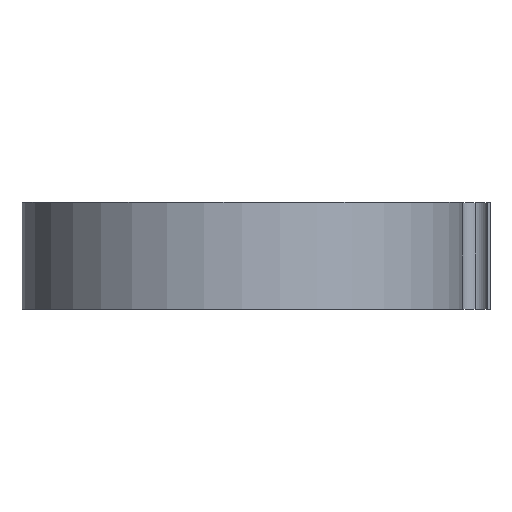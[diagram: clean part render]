
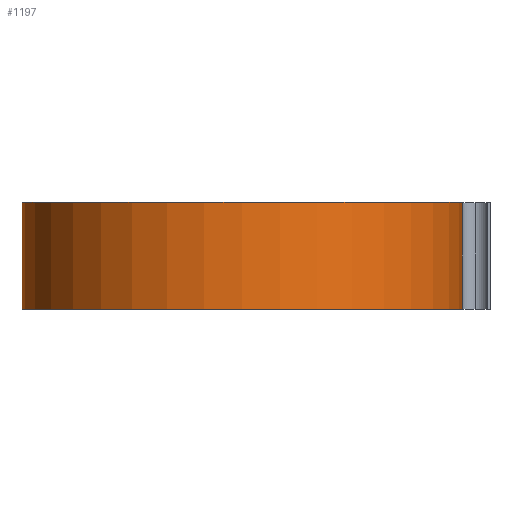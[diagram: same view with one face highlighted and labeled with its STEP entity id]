
A CAD part, top view. The second image highlights one B-rep face of the part: STEP entity #1197.
In plain terms, the highlighted cylindrical face has radius 51.499 mm (diameter 102.998 mm), a partial arc.
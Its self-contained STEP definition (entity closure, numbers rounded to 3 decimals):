
#5 = AXIS2_PLACEMENT_3D ( 'NONE', #2337, #2649, #2286 ) ;
#13 = EDGE_CURVE ( 'NONE', #2821, #701, #2032, .T. ) ;
#115 = CARTESIAN_POINT ( 'NONE',  ( 51.499, 25., 0. ) ) ;
#279 = DIRECTION ( 'NONE',  ( 0., -1., 0. ) ) ;
#584 = LINE ( 'NONE', #3388, #3686 ) ;
#701 = VERTEX_POINT ( 'NONE', #1963 ) ;
#837 = DIRECTION ( 'NONE',  ( 0., -1., 0. ) ) ;
#1058 = EDGE_CURVE ( 'NONE', #2135, #701, #584, .T. ) ;
#1089 = DIRECTION ( 'NONE',  ( 1., 0., 0. ) ) ;
#1137 = EDGE_CURVE ( 'NONE', #2776, #2821, #2951, .T. ) ;
#1197 = ADVANCED_FACE ( 'NONE', ( #4600 ), #2604, .T. ) ;
#1461 = DIRECTION ( 'NONE',  ( 0., -1., 0. ) ) ;
#1963 = CARTESIAN_POINT ( 'NONE',  ( 51.499, 0., 0. ) ) ;
#2032 = CIRCLE ( 'NONE', #5, 51.499 ) ;
#2094 = ORIENTED_EDGE ( 'NONE', *, *, #1137, .T. ) ;
#2135 = VERTEX_POINT ( 'NONE', #115 ) ;
#2140 = EDGE_LOOP ( 'NONE', ( #3540, #3251, #2481, #2094 ) ) ;
#2286 = DIRECTION ( 'NONE',  ( 1., 0., 0. ) ) ;
#2337 = CARTESIAN_POINT ( 'NONE',  ( 0., 0., 0. ) ) ;
#2481 = ORIENTED_EDGE ( 'NONE', *, *, #4138, .F. ) ;
#2604 = CYLINDRICAL_SURFACE ( 'NONE', #3476, 51.499 ) ;
#2649 = DIRECTION ( 'NONE',  ( 0., 1., 0. ) ) ;
#2776 = VERTEX_POINT ( 'NONE', #3036 ) ;
#2821 = VERTEX_POINT ( 'NONE', #3895 ) ;
#2951 = LINE ( 'NONE', #5213, #3770 ) ;
#3001 = CARTESIAN_POINT ( 'NONE',  ( 0., 25., 0. ) ) ;
#3036 = CARTESIAN_POINT ( 'NONE',  ( -51.499, 25., 0. ) ) ;
#3251 = ORIENTED_EDGE ( 'NONE', *, *, #1058, .F. ) ;
#3269 = CIRCLE ( 'NONE', #3348, 51.499 ) ;
#3348 = AXIS2_PLACEMENT_3D ( 'NONE', #4658, #4718, #1089 ) ;
#3388 = CARTESIAN_POINT ( 'NONE',  ( 51.499, 25., 0. ) ) ;
#3476 = AXIS2_PLACEMENT_3D ( 'NONE', #3001, #279, #5039 ) ;
#3540 = ORIENTED_EDGE ( 'NONE', *, *, #13, .T. ) ;
#3686 = VECTOR ( 'NONE', #1461, 1000. ) ;
#3770 = VECTOR ( 'NONE', #837, 1000. ) ;
#3895 = CARTESIAN_POINT ( 'NONE',  ( -51.499, 0., 0. ) ) ;
#4138 = EDGE_CURVE ( 'NONE', #2776, #2135, #3269, .T. ) ;
#4600 = FACE_OUTER_BOUND ( 'NONE', #2140, .T. ) ;
#4658 = CARTESIAN_POINT ( 'NONE',  ( 0., 25., 0. ) ) ;
#4718 = DIRECTION ( 'NONE',  ( 0., 1., 0. ) ) ;
#5039 = DIRECTION ( 'NONE',  ( 0., 0., -1. ) ) ;
#5213 = CARTESIAN_POINT ( 'NONE',  ( -51.499, 25., 0. ) ) ;
